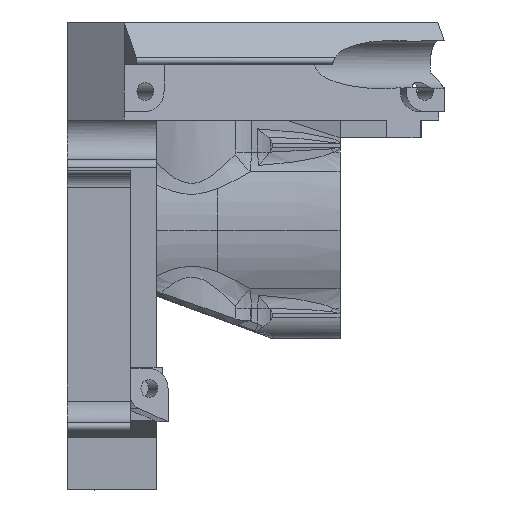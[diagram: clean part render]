
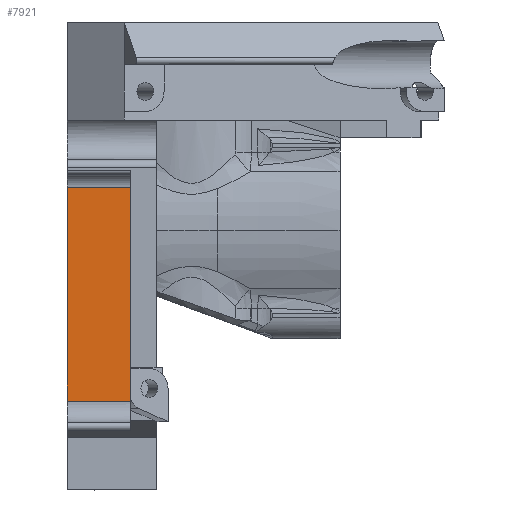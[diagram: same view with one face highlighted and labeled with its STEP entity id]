
A CAD part, left-side view. The second image highlights one B-rep face of the part: STEP entity #7921.
In plain terms, the highlighted planar face has unit normal (-1, 0, 0).
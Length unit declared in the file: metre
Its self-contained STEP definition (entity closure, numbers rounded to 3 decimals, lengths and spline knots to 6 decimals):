
#106=PLANE('',#8555);
#834=LINE('',#12348,#1361);
#835=LINE('',#12351,#1362);
#836=LINE('',#12353,#1363);
#837=LINE('',#12355,#1364);
#1361=VECTOR('',#9735,1.);
#1362=VECTOR('',#9736,1.);
#1363=VECTOR('',#9737,1.);
#1364=VECTOR('',#9738,1.);
#2200=ORIENTED_EDGE('',*,*,#4660,.F.);
#2201=ORIENTED_EDGE('',*,*,#4661,.F.);
#2202=ORIENTED_EDGE('',*,*,#4662,.T.);
#2203=ORIENTED_EDGE('',*,*,#4663,.T.);
#4660=EDGE_CURVE('',#5867,#5868,#834,.T.);
#4661=EDGE_CURVE('',#5869,#5867,#835,.T.);
#4662=EDGE_CURVE('',#5869,#5870,#836,.T.);
#4663=EDGE_CURVE('',#5870,#5868,#837,.T.);
#5867=VERTEX_POINT('',#12349);
#5868=VERTEX_POINT('',#12350);
#5869=VERTEX_POINT('',#12352);
#5870=VERTEX_POINT('',#12354);
#6771=EDGE_LOOP('',(#2200,#2201,#2202,#2203));
#7259=FACE_BOUND('',#6771,.T.);
#7921=ADVANCED_FACE('',(#7259),#106,.T.);
#8555=AXIS2_PLACEMENT_3D('',#12347,#9733,#9734);
#9733=DIRECTION('',(-1.,0.,0.));
#9734=DIRECTION('',(0.,-1.,0.));
#9735=DIRECTION('',(0.,0.,-1.));
#9736=DIRECTION('',(0.,-1.,0.));
#9737=DIRECTION('',(0.,0.,-1.));
#9738=DIRECTION('',(0.,-1.,0.));
#12347=CARTESIAN_POINT('',(0.213449,0.181465,0.125888));
#12348=CARTESIAN_POINT('',(0.213449,0.156465,0.116238));
#12349=CARTESIAN_POINT('',(0.213449,0.156465,0.125288));
#12350=CARTESIAN_POINT('',(0.213449,0.156465,0.100088));
#12351=CARTESIAN_POINT('',(0.213449,0.181465,0.125288));
#12352=CARTESIAN_POINT('',(0.213449,0.163965,0.125288));
#12353=CARTESIAN_POINT('',(0.213449,0.163965,0.125888));
#12354=CARTESIAN_POINT('',(0.213449,0.163965,0.100088));
#12355=CARTESIAN_POINT('',(0.213449,0.182965,0.100088));
